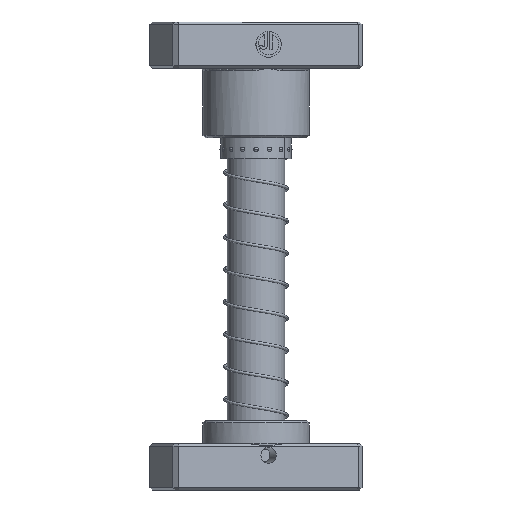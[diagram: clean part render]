
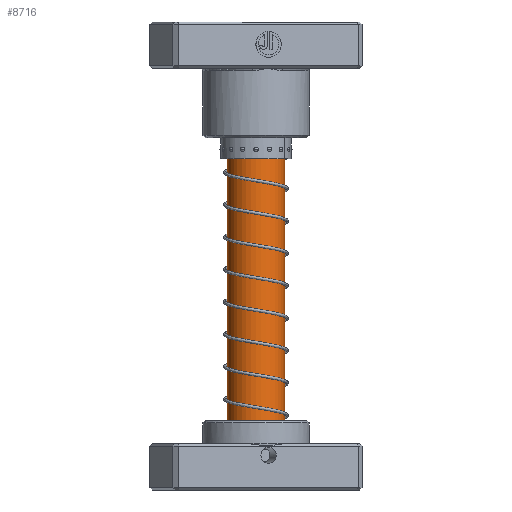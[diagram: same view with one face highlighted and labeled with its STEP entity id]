
A CAD part, front view. The second image highlights one B-rep face of the part: STEP entity #8716.
In plain terms, the highlighted cylindrical face has radius 12.5 mm (diameter 25 mm), a partial arc.
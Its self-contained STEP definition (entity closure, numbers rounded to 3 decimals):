
#24 = DIRECTION ( 'NONE',  ( -1., 0., 0. ) ) ;
#785 = FACE_OUTER_BOUND ( 'NONE', #26877, .T. ) ;
#1110 = VERTEX_POINT ( 'NONE', #13994 ) ;
#4296 = AXIS2_PLACEMENT_3D ( 'NONE', #27442, #7148, #30845 ) ;
#4330 = ORIENTED_EDGE ( 'NONE', *, *, #22238, .F. ) ;
#4915 = EDGE_CURVE ( 'NONE', #1110, #17278, #27410, .T. ) ;
#4924 = ORIENTED_EDGE ( 'NONE', *, *, #4915, .T. ) ;
#5206 = CARTESIAN_POINT ( 'NONE',  ( 0., 0., 167.5 ) ) ;
#6828 = CARTESIAN_POINT ( 'NONE',  ( 0., 0., 170. ) ) ;
#6945 = EDGE_CURVE ( 'NONE', #8667, #43002, #11076, .T. ) ;
#7148 = DIRECTION ( 'NONE',  ( 0., 0., -1. ) ) ;
#8617 = DIRECTION ( 'NONE',  ( 1., 0., 0. ) ) ;
#8667 = VERTEX_POINT ( 'NONE', #13075 ) ;
#8716 = ADVANCED_FACE ( 'NONE', ( #785 ), #26763, .T. ) ;
#9118 = CARTESIAN_POINT ( 'NONE',  ( 12.5, 0., 170. ) ) ;
#9478 = DIRECTION ( 'NONE',  ( 0., 0., -1. ) ) ;
#11076 = LINE ( 'NONE', #9118, #28010 ) ;
#13075 = CARTESIAN_POINT ( 'NONE',  ( 12.5, 0., 167.5 ) ) ;
#13994 = CARTESIAN_POINT ( 'NONE',  ( -12.5, 0., 167.5 ) ) ;
#15208 = CARTESIAN_POINT ( 'NONE',  ( 12.5, 0., 19. ) ) ;
#17278 = VERTEX_POINT ( 'NONE', #36665 ) ;
#18369 = VECTOR ( 'NONE', #9478, 1000. ) ;
#22238 = EDGE_CURVE ( 'NONE', #43002, #17278, #38455, .T. ) ;
#22272 = AXIS2_PLACEMENT_3D ( 'NONE', #5206, #28917, #8617 ) ;
#22485 = ORIENTED_EDGE ( 'NONE', *, *, #6945, .F. ) ;
#26763 = CYLINDRICAL_SURFACE ( 'NONE', #34656, 12.5 ) ;
#26877 = EDGE_LOOP ( 'NONE', ( #22485, #37692, #4924, #4330 ) ) ;
#27410 = LINE ( 'NONE', #29761, #18369 ) ;
#27442 = CARTESIAN_POINT ( 'NONE',  ( 0., 0., 19. ) ) ;
#28010 = VECTOR ( 'NONE', #32806, 1000. ) ;
#28917 = DIRECTION ( 'NONE',  ( 0., 0., -1. ) ) ;
#29761 = CARTESIAN_POINT ( 'NONE',  ( -12.5, 0., 170. ) ) ;
#30845 = DIRECTION ( 'NONE',  ( -1., 0., 0. ) ) ;
#32806 = DIRECTION ( 'NONE',  ( 0., 0., -1. ) ) ;
#34656 = AXIS2_PLACEMENT_3D ( 'NONE', #6828, #37019, #24 ) ;
#36665 = CARTESIAN_POINT ( 'NONE',  ( -12.5, 0., 19. ) ) ;
#37019 = DIRECTION ( 'NONE',  ( 0., 0., -1. ) ) ;
#37278 = EDGE_CURVE ( 'NONE', #8667, #1110, #42023, .T. ) ;
#37692 = ORIENTED_EDGE ( 'NONE', *, *, #37278, .T. ) ;
#38455 = CIRCLE ( 'NONE', #4296, 12.5 ) ;
#42023 = CIRCLE ( 'NONE', #22272, 12.5 ) ;
#43002 = VERTEX_POINT ( 'NONE', #15208 ) ;
